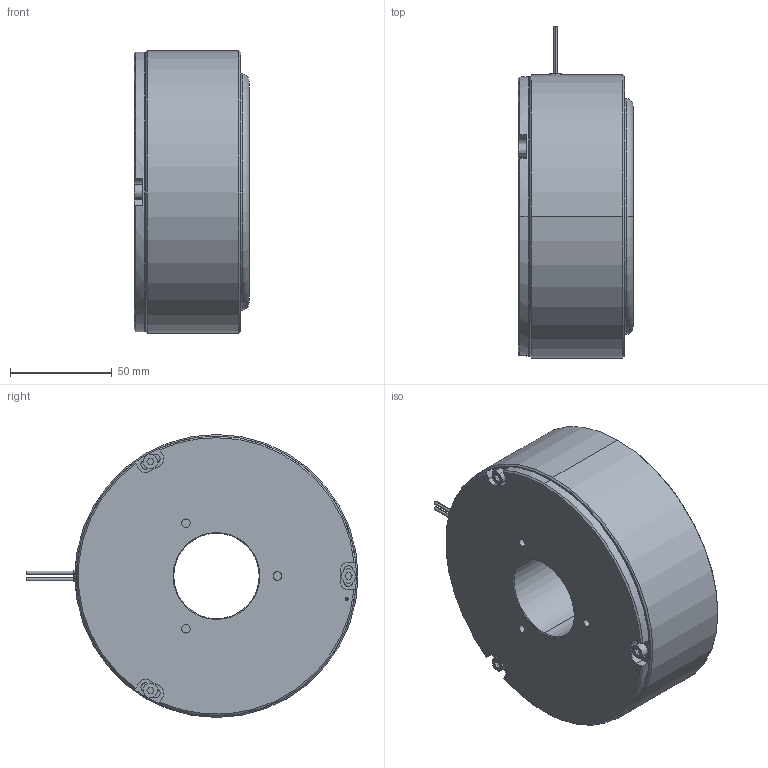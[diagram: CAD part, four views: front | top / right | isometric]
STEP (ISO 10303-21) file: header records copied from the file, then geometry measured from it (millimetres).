
FILE_DESCRIPTION (( 'STEP AP203' ), '1' );
FILE_NAME ('LB-450M_F_EF.STEP', '2013-06-18T16:24:59', ( 'Jeff' ), ( '' ), 'SwSTEP 2.0', 'SolidWorks 2013', '' );
FILE_SCHEMA (( 'CONFIG_CONTROL_DESIGN' ));
Length unit declared in the file: inch
Products named in the file (1): LB-450M_F_EF
Bounding box: 57 x 163.37 x 139.29 mm (x, y, z)
Surface area: 82765.3 mm2 (no closed solid volume)
Topology: 0 solids, 10 shells, 245 faces, 1003 edges, 772 vertices
Faces by surface type: cylinder 117, plane 64, cone 58, torus 4, bspline 2
Entity records: 10955 total; most frequent: CARTESIAN_POINT 2871, DIRECTION 1678, ORIENTED_EDGE 1495, EDGE_CURVE 1001, VERTEX_POINT 772, AXIS2_PLACEMENT_3D 665, CIRCLE 421, LINE 348
